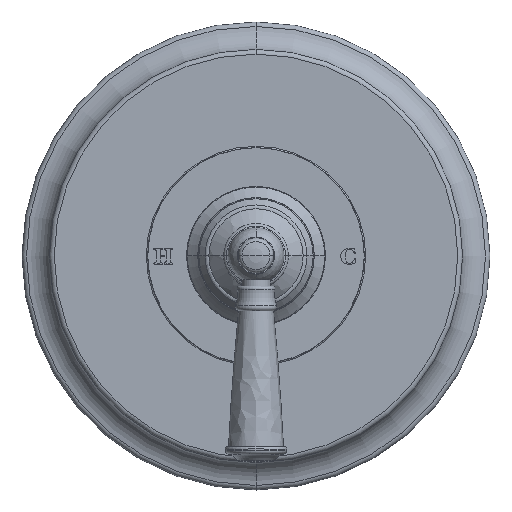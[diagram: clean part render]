
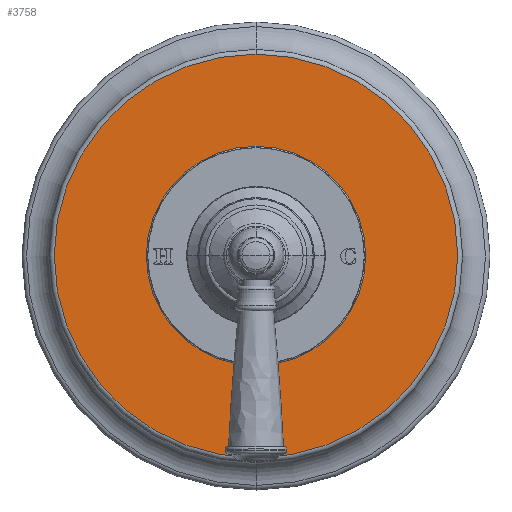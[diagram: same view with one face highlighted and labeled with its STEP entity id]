
A CAD part, top view. The second image highlights one B-rep face of the part: STEP entity #3758.
In plain terms, the highlighted planar face has unit normal (0, 0, 1).
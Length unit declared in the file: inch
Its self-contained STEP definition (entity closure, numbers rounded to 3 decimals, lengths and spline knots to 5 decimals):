
#80=CARTESIAN_POINT('',(0.,0.,0.625));
#81=DIRECTION('',(0.,0.,1.));
#82=DIRECTION('',(0.,1.,0.));
#83=AXIS2_PLACEMENT_3D('',#80,#81,#82);
#85=CARTESIAN_POINT('',(0.,0.,0.625));
#86=DIRECTION('',(0.,0.,-1.));
#87=DIRECTION('',(0.,1.,0.));
#88=AXIS2_PLACEMENT_3D('',#85,#86,#87);
#90=CARTESIAN_POINT('',(0.,0.,0.625));
#91=DIRECTION('',(0.,0.,1.));
#92=DIRECTION('',(0.,-1.,0.));
#93=AXIS2_PLACEMENT_3D('',#90,#91,#92);
#105=CARTESIAN_POINT('',(0.,0.,0.625));
#106=DIRECTION('',(0.,0.,1.));
#107=DIRECTION('',(0.,1.,0.));
#108=AXIS2_PLACEMENT_3D('',#105,#106,#107);
#3150=CARTESIAN_POINT('',(0.,3.233,0.625));
#3151=VERTEX_POINT('',#3150);
#3158=CARTESIAN_POINT('',(0.,-3.233,0.625));
#3159=VERTEX_POINT('',#3158);
#3160=CARTESIAN_POINT('',(0.,-1.75698,0.625));
#3161=CARTESIAN_POINT('',(0.,1.75698,0.625));
#3162=VERTEX_POINT('',#3160);
#3163=VERTEX_POINT('',#3161);
#3743=CARTESIAN_POINT('',(0.,0.,0.625));
#3744=DIRECTION('',(0.,0.,-1.));
#3745=DIRECTION('',(0.,-1.,0.));
#3746=AXIS2_PLACEMENT_3D('',#3743,#3744,#3745);
#3747=PLANE('',#3746);
#3748=ORIENTED_EDGE('',*,*,#3722,.F.);
#3749=ORIENTED_EDGE('',*,*,#3738,.T.);
#3750=EDGE_LOOP('',(#3748,#3749));
#3751=FACE_OUTER_BOUND('',#3750,.F.);
#3753=ORIENTED_EDGE('',*,*,#3752,.T.);
#3755=ORIENTED_EDGE('',*,*,#3754,.T.);
#3756=EDGE_LOOP('',(#3753,#3755));
#3757=FACE_BOUND('',#3756,.F.);
#3758=ADVANCED_FACE('',(#3751,#3757),#3747,.F.);
#84=CIRCLE('',#83,3.233);
#89=CIRCLE('',#88,3.233);
#94=CIRCLE('',#93,1.75698);
#109=CIRCLE('',#108,1.75698);
#3722=EDGE_CURVE('',#3151,#3159,#84,.T.);
#3738=EDGE_CURVE('',#3151,#3159,#89,.T.);
#3752=EDGE_CURVE('',#3162,#3163,#94,.T.);
#3754=EDGE_CURVE('',#3163,#3162,#109,.T.);
